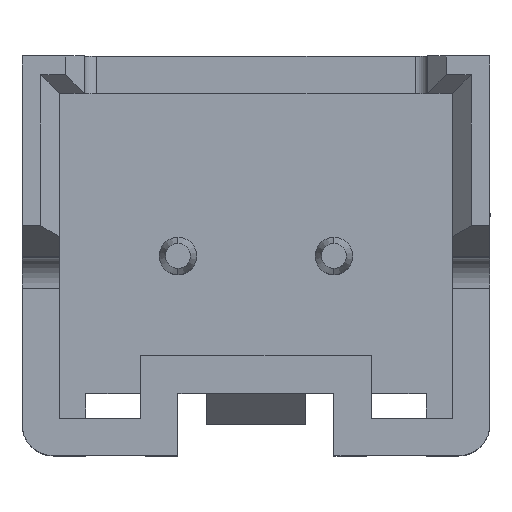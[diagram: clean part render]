
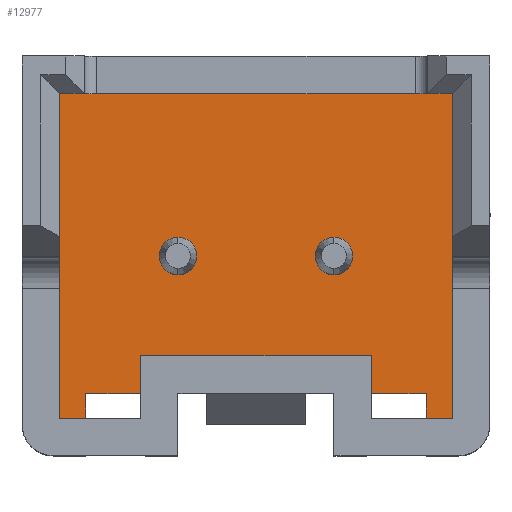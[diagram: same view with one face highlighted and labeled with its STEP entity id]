
A CAD part, top view. The second image highlights one B-rep face of the part: STEP entity #12977.
In plain terms, the highlighted planar face has unit normal (0, 0, 1).
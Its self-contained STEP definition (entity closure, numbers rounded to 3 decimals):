
#106 = CARTESIAN_POINT ( 'NONE',  ( 0., 0., 3.8 ) ) ;
#133 = CARTESIAN_POINT ( 'NONE',  ( 0., -2.6, 3.8 ) ) ;
#204 = DIRECTION ( 'NONE',  ( 0., 0., -1. ) ) ;
#267 = DIRECTION ( 'NONE',  ( 0., -1., 0. ) ) ;
#401 = DIRECTION ( 'NONE',  ( 0., 0., -1. ) ) ;
#411 = ORIENTED_EDGE ( 'NONE', *, *, #10954, .T. ) ;
#539 = ORIENTED_EDGE ( 'NONE', *, *, #7452, .T. ) ;
#574 = VECTOR ( 'NONE', #2735, 1000. ) ;
#689 = DIRECTION ( 'NONE',  ( -1., 0., 0. ) ) ;
#804 = CARTESIAN_POINT ( 'NONE',  ( 0., -2.2, 3.8 ) ) ;
#1251 = DIRECTION ( 'NONE',  ( 1., 0., 0. ) ) ;
#1274 = LINE ( 'NONE', #133, #1335 ) ;
#1318 = CARTESIAN_POINT ( 'NONE',  ( 1.25, 0., 3.8 ) ) ;
#1335 = VECTOR ( 'NONE', #9260, 1000. ) ;
#1345 = VECTOR ( 'NONE', #267, 1000. ) ;
#1597 = EDGE_LOOP ( 'NONE', ( #5123, #14329 ) ) ;
#1614 = LINE ( 'NONE', #7354, #1345 ) ;
#1800 = DIRECTION ( 'NONE',  ( 0., -1., 0. ) ) ;
#1939 = VERTEX_POINT ( 'NONE', #1952 ) ;
#1952 = CARTESIAN_POINT ( 'NONE',  ( 3.15, -2.6, 3.8 ) ) ;
#2021 = ORIENTED_EDGE ( 'NONE', *, *, #2675, .T. ) ;
#2050 = CIRCLE ( 'NONE', #12397, 0.3 ) ;
#2106 = EDGE_CURVE ( 'NONE', #14437, #7904, #8072, .T. ) ;
#2110 = VERTEX_POINT ( 'NONE', #9277 ) ;
#2121 = EDGE_CURVE ( 'NONE', #2110, #10651, #3251, .T. ) ;
#2203 = VERTEX_POINT ( 'NONE', #14126 ) ;
#2223 = PLANE ( 'NONE',  #6482 ) ;
#2346 = DIRECTION ( 'NONE',  ( -1., 0., 0. ) ) ;
#2386 = LINE ( 'NONE', #6764, #3478 ) ;
#2675 = EDGE_CURVE ( 'NONE', #13283, #3233, #6553, .T. ) ;
#2735 = DIRECTION ( 'NONE',  ( 1., 0., 0. ) ) ;
#2763 = AXIS2_PLACEMENT_3D ( 'NONE', #13885, #5911, #2346 ) ;
#2986 = CARTESIAN_POINT ( 'NONE',  ( -1.25, 0., 3.8 ) ) ;
#3233 = VERTEX_POINT ( 'NONE', #10704 ) ;
#3242 = ORIENTED_EDGE ( 'NONE', *, *, #4350, .T. ) ;
#3248 = DIRECTION ( 'NONE',  ( 0., 1., 0. ) ) ;
#3251 = CIRCLE ( 'NONE', #2763, 0.3 ) ;
#3478 = VECTOR ( 'NONE', #1251, 1000. ) ;
#3607 = CARTESIAN_POINT ( 'NONE',  ( 1.85, -1.6, 3.8 ) ) ;
#3611 = CARTESIAN_POINT ( 'NONE',  ( -1.85, 0., 3.8 ) ) ;
#3969 = CARTESIAN_POINT ( 'NONE',  ( -3.15, -2.6, 3.8 ) ) ;
#3970 = VERTEX_POINT ( 'NONE', #9983 ) ;
#4119 = LINE ( 'NONE', #9819, #5878 ) ;
#4348 = EDGE_CURVE ( 'NONE', #8591, #11716, #11128, .T. ) ;
#4350 = EDGE_CURVE ( 'NONE', #5137, #6583, #2386, .T. ) ;
#4676 = VECTOR ( 'NONE', #3248, 1000. ) ;
#4700 = VECTOR ( 'NONE', #11189, 1000. ) ;
#4864 = CARTESIAN_POINT ( 'NONE',  ( 0., -2.2, 3.8 ) ) ;
#4880 = EDGE_CURVE ( 'NONE', #1939, #13283, #5000, .T. ) ;
#4975 = CIRCLE ( 'NONE', #11944, 0.3 ) ;
#5000 = LINE ( 'NONE', #8317, #13434 ) ;
#5030 = DIRECTION ( 'NONE',  ( -1., 0., 0. ) ) ;
#5123 = ORIENTED_EDGE ( 'NONE', *, *, #2121, .T. ) ;
#5137 = VERTEX_POINT ( 'NONE', #14008 ) ;
#5162 = DIRECTION ( 'NONE',  ( 0., -1., 0. ) ) ;
#5878 = VECTOR ( 'NONE', #5162, 1000. ) ;
#5911 = DIRECTION ( 'NONE',  ( 0., 0., -1. ) ) ;
#6181 = EDGE_LOOP ( 'NONE', ( #7646, #14249, #11139, #11461, #2021, #14216, #9387, #7026, #14118, #539, #3242, #411 ) ) ;
#6217 = CIRCLE ( 'NONE', #10289, 0.3 ) ;
#6482 = AXIS2_PLACEMENT_3D ( 'NONE', #106, #8109, #13925 ) ;
#6540 = EDGE_LOOP ( 'NONE', ( #8245, #6856 ) ) ;
#6553 = LINE ( 'NONE', #13474, #10167 ) ;
#6583 = VERTEX_POINT ( 'NONE', #3607 ) ;
#6603 = CARTESIAN_POINT ( 'NONE',  ( -2.73, 0., 3.8 ) ) ;
#6764 = CARTESIAN_POINT ( 'NONE',  ( 0., -1.6, 3.8 ) ) ;
#6824 = VECTOR ( 'NONE', #10003, 1000. ) ;
#6856 = ORIENTED_EDGE ( 'NONE', *, *, #11007, .T. ) ;
#6999 = EDGE_CURVE ( 'NONE', #11716, #2203, #7319, .T. ) ;
#7026 = ORIENTED_EDGE ( 'NONE', *, *, #2106, .F. ) ;
#7045 = VERTEX_POINT ( 'NONE', #13409 ) ;
#7062 = CARTESIAN_POINT ( 'NONE',  ( -1.25, -0.3, 3.8 ) ) ;
#7319 = LINE ( 'NONE', #11912, #7551 ) ;
#7334 = LINE ( 'NONE', #4864, #574 ) ;
#7354 = CARTESIAN_POINT ( 'NONE',  ( 1.85, 0., 3.8 ) ) ;
#7452 = EDGE_CURVE ( 'NONE', #7045, #5137, #10588, .T. ) ;
#7551 = VECTOR ( 'NONE', #1800, 1000. ) ;
#7569 = DIRECTION ( 'NONE',  ( 0., 0., -1. ) ) ;
#7646 = ORIENTED_EDGE ( 'NONE', *, *, #4348, .T. ) ;
#7743 = DIRECTION ( 'NONE',  ( -1., 0., 0. ) ) ;
#7904 = VERTEX_POINT ( 'NONE', #8812 ) ;
#7956 = FACE_BOUND ( 'NONE', #1597, .T. ) ;
#8072 = LINE ( 'NONE', #6603, #4700 ) ;
#8084 = CARTESIAN_POINT ( 'NONE',  ( 3.15, 2.6, 3.8 ) ) ;
#8109 = DIRECTION ( 'NONE',  ( 0., 0., 1. ) ) ;
#8245 = ORIENTED_EDGE ( 'NONE', *, *, #11743, .T. ) ;
#8317 = CARTESIAN_POINT ( 'NONE',  ( 3.15, 0., 3.8 ) ) ;
#8362 = CARTESIAN_POINT ( 'NONE',  ( 1.25, 0., 3.8 ) ) ;
#8591 = VERTEX_POINT ( 'NONE', #11363 ) ;
#8812 = CARTESIAN_POINT ( 'NONE',  ( -2.73, -2.6, 3.8 ) ) ;
#8829 = LINE ( 'NONE', #13204, #14406 ) ;
#9093 = FACE_BOUND ( 'NONE', #6540, .T. ) ;
#9260 = DIRECTION ( 'NONE',  ( -1., 0., 0. ) ) ;
#9277 = CARTESIAN_POINT ( 'NONE',  ( -1.25, 0.3, 3.8 ) ) ;
#9387 = ORIENTED_EDGE ( 'NONE', *, *, #10735, .F. ) ;
#9819 = CARTESIAN_POINT ( 'NONE',  ( -3.15, 0., 3.8 ) ) ;
#9983 = CARTESIAN_POINT ( 'NONE',  ( 1.25, -0.3, 3.8 ) ) ;
#10003 = DIRECTION ( 'NONE',  ( 1., 0., 0. ) ) ;
#10167 = VECTOR ( 'NONE', #7743, 1000. ) ;
#10289 = AXIS2_PLACEMENT_3D ( 'NONE', #8362, #204, #11591 ) ;
#10588 = LINE ( 'NONE', #3611, #4676 ) ;
#10651 = VERTEX_POINT ( 'NONE', #7062 ) ;
#10704 = CARTESIAN_POINT ( 'NONE',  ( -3.15, 2.6, 3.8 ) ) ;
#10735 = EDGE_CURVE ( 'NONE', #7904, #11453, #1274, .T. ) ;
#10954 = EDGE_CURVE ( 'NONE', #6583, #8591, #1614, .T. ) ;
#11007 = EDGE_CURVE ( 'NONE', #3970, #14350, #4975, .T. ) ;
#11128 = LINE ( 'NONE', #804, #6824 ) ;
#11139 = ORIENTED_EDGE ( 'NONE', *, *, #12151, .F. ) ;
#11189 = DIRECTION ( 'NONE',  ( 0., -1., 0. ) ) ;
#11216 = EDGE_CURVE ( 'NONE', #14437, #7045, #7334, .T. ) ;
#11363 = CARTESIAN_POINT ( 'NONE',  ( 1.85, -2.2, 3.8 ) ) ;
#11381 = EDGE_CURVE ( 'NONE', #3233, #11453, #4119, .T. ) ;
#11453 = VERTEX_POINT ( 'NONE', #3969 ) ;
#11461 = ORIENTED_EDGE ( 'NONE', *, *, #4880, .T. ) ;
#11588 = CARTESIAN_POINT ( 'NONE',  ( -2.73, -2.2, 3.8 ) ) ;
#11591 = DIRECTION ( 'NONE',  ( -1., 0., 0. ) ) ;
#11622 = DIRECTION ( 'NONE',  ( 0., 1., 0. ) ) ;
#11716 = VERTEX_POINT ( 'NONE', #13851 ) ;
#11743 = EDGE_CURVE ( 'NONE', #14350, #3970, #6217, .T. ) ;
#11902 = CARTESIAN_POINT ( 'NONE',  ( 1.25, 0.3, 3.8 ) ) ;
#11912 = CARTESIAN_POINT ( 'NONE',  ( 2.73, 0., 3.8 ) ) ;
#11944 = AXIS2_PLACEMENT_3D ( 'NONE', #1318, #401, #5030 ) ;
#12151 = EDGE_CURVE ( 'NONE', #1939, #2203, #8829, .T. ) ;
#12397 = AXIS2_PLACEMENT_3D ( 'NONE', #2986, #7569, #13215 ) ;
#12548 = FACE_OUTER_BOUND ( 'NONE', #6181, .T. ) ;
#12977 = ADVANCED_FACE ( 'NONE', ( #9093, #7956, #12548 ), #2223, .T. ) ;
#13204 = CARTESIAN_POINT ( 'NONE',  ( 0., -2.6, 3.8 ) ) ;
#13215 = DIRECTION ( 'NONE',  ( -1., 0., 0. ) ) ;
#13283 = VERTEX_POINT ( 'NONE', #8084 ) ;
#13409 = CARTESIAN_POINT ( 'NONE',  ( -1.85, -2.2, 3.8 ) ) ;
#13434 = VECTOR ( 'NONE', #11622, 1000. ) ;
#13474 = CARTESIAN_POINT ( 'NONE',  ( 0., 2.6, 3.8 ) ) ;
#13730 = EDGE_CURVE ( 'NONE', #10651, #2110, #2050, .T. ) ;
#13851 = CARTESIAN_POINT ( 'NONE',  ( 2.73, -2.2, 3.8 ) ) ;
#13885 = CARTESIAN_POINT ( 'NONE',  ( -1.25, 0., 3.8 ) ) ;
#13925 = DIRECTION ( 'NONE',  ( -1., 0., 0. ) ) ;
#14008 = CARTESIAN_POINT ( 'NONE',  ( -1.85, -1.6, 3.8 ) ) ;
#14118 = ORIENTED_EDGE ( 'NONE', *, *, #11216, .T. ) ;
#14126 = CARTESIAN_POINT ( 'NONE',  ( 2.73, -2.6, 3.8 ) ) ;
#14216 = ORIENTED_EDGE ( 'NONE', *, *, #11381, .T. ) ;
#14249 = ORIENTED_EDGE ( 'NONE', *, *, #6999, .T. ) ;
#14329 = ORIENTED_EDGE ( 'NONE', *, *, #13730, .T. ) ;
#14350 = VERTEX_POINT ( 'NONE', #11902 ) ;
#14406 = VECTOR ( 'NONE', #689, 1000. ) ;
#14437 = VERTEX_POINT ( 'NONE', #11588 ) ;
